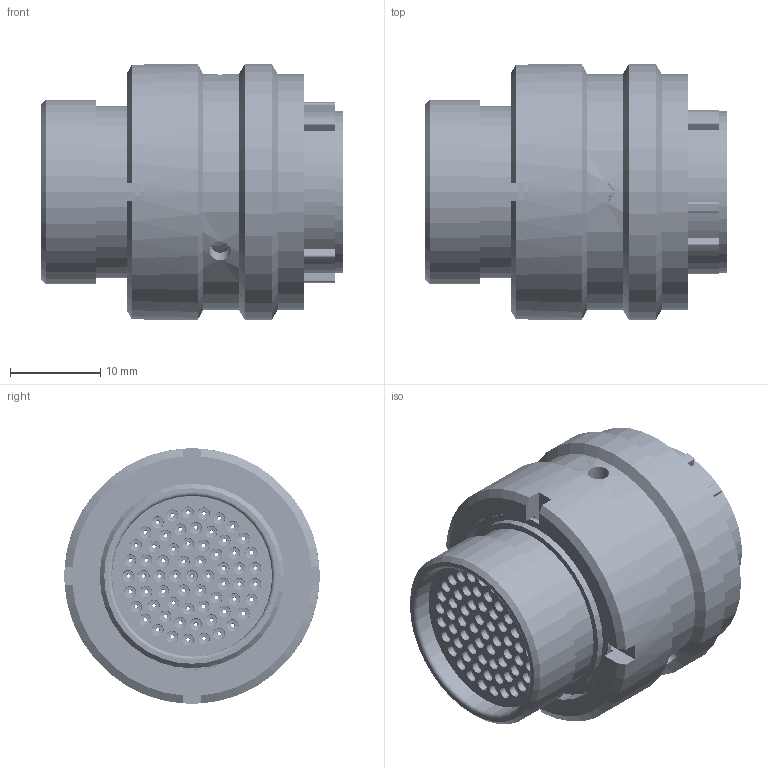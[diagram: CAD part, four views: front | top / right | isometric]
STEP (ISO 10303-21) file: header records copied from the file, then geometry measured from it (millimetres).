
FILE_DESCRIPTION (( 'STEP AP214' ), '1' );
FILE_NAME ('ASDD614-64SC.STEP', '2014-05-16T10:07:19', ( 'TE Connectivity' ), ( 'TE Connectivity' ), 'SwSTEP 2.0', 'SolidWorks 2011', '' );
FILE_SCHEMA (( 'AUTOMOTIVE_DESIGN' ));
Length unit declared in the file: millimetre
Products named in the file (1): ASDD614-64SC
Bounding box: 33.37 x 28.3 x 28.3 mm (x, y, z)
Volume: 10595.2 mm3; surface area: 21368.8 mm2
Topology: 8 solids, 8 shells, 2629 faces, 6119 edges, 3646 vertices
Faces by surface type: cylinder 1123, torus 650, plane 443, cone 396, bspline 15, sphere 2
Entity records: 110693 total; most frequent: CARTESIAN_POINT 20263, DIRECTION 13957, ORIENTED_EDGE 12226, EDGE_CURVE 6113, AXIS2_PLACEMENT_3D 6104, VERTEX_POINT 3642, CIRCLE 3489, EDGE_LOOP 3169
